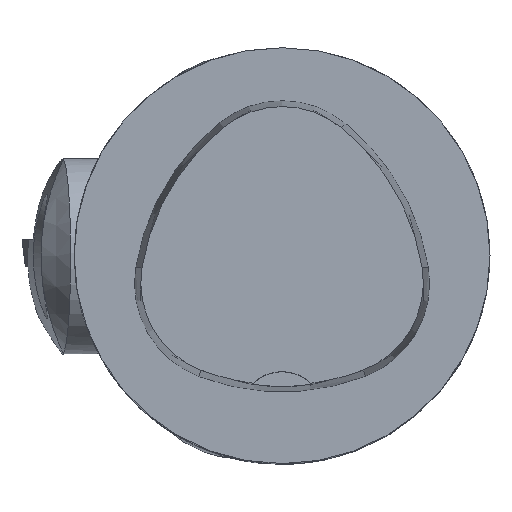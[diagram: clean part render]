
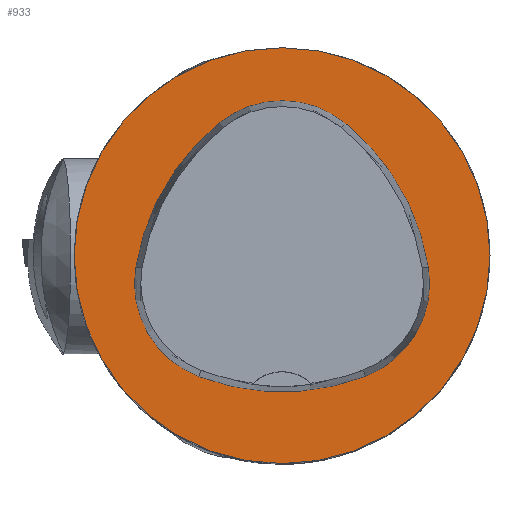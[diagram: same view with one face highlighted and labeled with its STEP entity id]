
A CAD part, top view. The second image highlights one B-rep face of the part: STEP entity #933.
In plain terms, the highlighted planar face has unit normal (0, 0, 1).
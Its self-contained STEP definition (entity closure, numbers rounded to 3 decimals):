
#369=FACE_BOUND('',#1959,.T.);
#370=FACE_BOUND('',#1960,.T.);
#479=CIRCLE('',#6847,25.);
#482=CIRCLE('',#6864,28.);
#484=CIRCLE('',#6867,12.);
#486=CIRCLE('',#6870,28.);
#488=CIRCLE('',#6873,12.);
#492=CIRCLE('',#6878,28.);
#494=CIRCLE('',#6881,12.);
#933=ADVANCED_FACE('',(#369,#370),#1302,.T.);
#1302=PLANE('',#6886);
#1959=EDGE_LOOP('',(#2478,#2479,#2480,#2481,#2482,#2483));
#1960=EDGE_LOOP('',(#2484));
#2478=ORIENTED_EDGE('',*,*,#4982,.T.);
#2479=ORIENTED_EDGE('',*,*,#4962,.T.);
#2480=ORIENTED_EDGE('',*,*,#4966,.T.);
#2481=ORIENTED_EDGE('',*,*,#4969,.T.);
#2482=ORIENTED_EDGE('',*,*,#4972,.T.);
#2483=ORIENTED_EDGE('',*,*,#4980,.T.);
#2484=ORIENTED_EDGE('',*,*,#4931,.F.);
#4284=VERTEX_POINT('',#9265);
#4315=VERTEX_POINT('',#9419);
#4316=VERTEX_POINT('',#9420);
#4319=VERTEX_POINT('',#9428);
#4321=VERTEX_POINT('',#9434);
#4323=VERTEX_POINT('',#9440);
#4330=VERTEX_POINT('',#9461);
#4931=EDGE_CURVE('',#4284,#4284,#479,.T.);
#4962=EDGE_CURVE('',#4315,#4316,#482,.T.);
#4966=EDGE_CURVE('',#4316,#4319,#484,.T.);
#4969=EDGE_CURVE('',#4319,#4321,#486,.T.);
#4972=EDGE_CURVE('',#4321,#4323,#488,.T.);
#4980=EDGE_CURVE('',#4323,#4330,#492,.T.);
#4982=EDGE_CURVE('',#4330,#4315,#494,.T.);
#6847=AXIS2_PLACEMENT_3D('',#9264,#7536,#7537);
#6864=AXIS2_PLACEMENT_3D('',#9418,#7582,#7583);
#6867=AXIS2_PLACEMENT_3D('',#9427,#7590,#7591);
#6870=AXIS2_PLACEMENT_3D('',#9433,#7597,#7598);
#6873=AXIS2_PLACEMENT_3D('',#9439,#7604,#7605);
#6878=AXIS2_PLACEMENT_3D('',#9462,#7616,#7617);
#6881=AXIS2_PLACEMENT_3D('',#9465,#7622,#7623);
#6886=AXIS2_PLACEMENT_3D('',#9470,#7632,#7633);
#7536=DIRECTION('',(0.,0.,-1.));
#7537=DIRECTION('',(-1.,0.,0.));
#7582=DIRECTION('',(0.,0.,-1.));
#7583=DIRECTION('',(-1.,0.,0.));
#7590=DIRECTION('',(0.,0.,-1.));
#7591=DIRECTION('',(-1.,0.,0.));
#7597=DIRECTION('',(0.,0.,-1.));
#7598=DIRECTION('',(-1.,0.,0.));
#7604=DIRECTION('',(0.,0.,-1.));
#7605=DIRECTION('',(-1.,0.,0.));
#7616=DIRECTION('',(0.,0.,-1.));
#7617=DIRECTION('',(-1.,0.,0.));
#7622=DIRECTION('',(0.,0.,-1.));
#7623=DIRECTION('',(-1.,0.,0.));
#7632=DIRECTION('',(0.,0.,1.));
#7633=DIRECTION('',(1.,0.,0.));
#9264=CARTESIAN_POINT('',(0.,0.,0.));
#9265=CARTESIAN_POINT('',(-25.,0.,0.));
#9418=CARTESIAN_POINT('',(10.068,-5.824,0.));
#9419=CARTESIAN_POINT('',(-17.584,-1.424,0.));
#9420=CARTESIAN_POINT('',(-7.531,15.953,0.));
#9427=CARTESIAN_POINT('',(0.011,6.62,0.));
#9428=CARTESIAN_POINT('',(7.567,15.942,0.));
#9433=CARTESIAN_POINT('',(-10.063,-5.81,0.));
#9434=CARTESIAN_POINT('',(17.59,-1.418,0.));
#9439=CARTESIAN_POINT('',(5.739,-3.3,0.));
#9440=CARTESIAN_POINT('',(10.05,-14.499,0.));
#9461=CARTESIAN_POINT('',(-10.025,-14.516,0.));
#9462=CARTESIAN_POINT('',(-0.01,11.631,0.));
#9465=CARTESIAN_POINT('',(-5.733,-3.31,0.));
#9470=CARTESIAN_POINT('',(0.,0.,0.));
